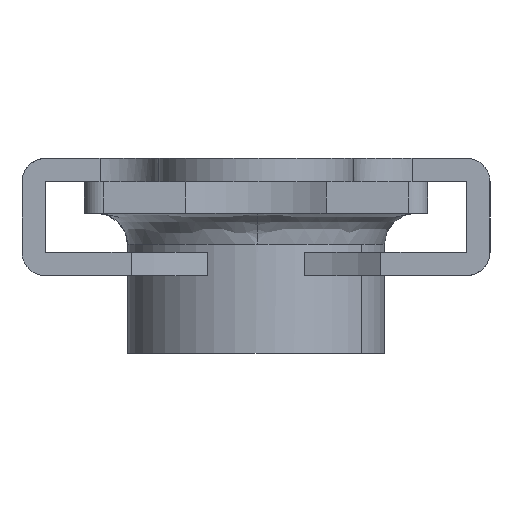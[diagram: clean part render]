
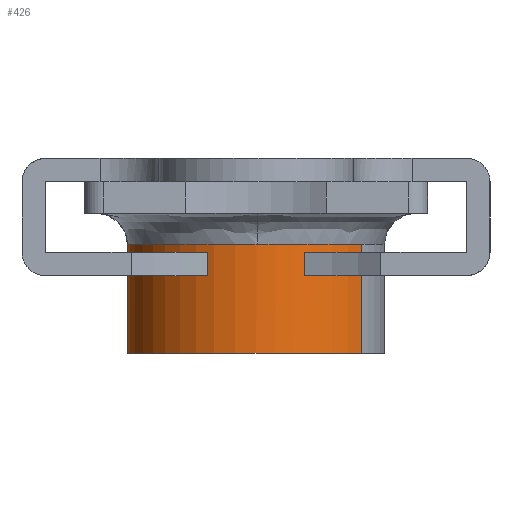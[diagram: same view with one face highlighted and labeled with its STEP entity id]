
A CAD part, left-side view. The second image highlights one B-rep face of the part: STEP entity #426.
In plain terms, the highlighted free-form (B-spline) face has degree [2, 1] with [9, 2] control points.
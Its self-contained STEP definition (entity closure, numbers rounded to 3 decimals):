
#260=CARTESIAN_POINT('',(-1.884,-2.71,-2.13));
#261=CARTESIAN_POINT('',(-3.167,-1.817,-2.13));
#262=CARTESIAN_POINT('',(-3.29,-0.259,-2.13));
#263=CARTESIAN_POINT('',(-3.549,3.031,-2.13));
#264=CARTESIAN_POINT('',(-0.259,3.29,-2.13));
#265=CARTESIAN_POINT('',(3.031,3.549,-2.13));
#266=CARTESIAN_POINT('',(3.29,0.259,-2.13));
#267=CARTESIAN_POINT('',(3.549,-3.031,-2.13));
#268=CARTESIAN_POINT('',(0.259,-3.29,-2.13));
#269=CARTESIAN_POINT('',(-1.884,-2.71,-5.072));
#270=CARTESIAN_POINT('',(-3.167,-1.817,-5.072));
#271=CARTESIAN_POINT('',(-3.29,-0.259,-5.072));
#272=CARTESIAN_POINT('',(-3.549,3.031,-5.072));
#273=CARTESIAN_POINT('',(-0.259,3.29,-5.072));
#274=CARTESIAN_POINT('',(3.031,3.549,-5.072));
#275=CARTESIAN_POINT('',(3.29,0.259,-5.072));
#276=CARTESIAN_POINT('',(3.549,-3.031,-5.072));
#277=CARTESIAN_POINT('',(0.259,-3.29,-5.072));
#285=(BOUNDED_SURFACE()B_SPLINE_SURFACE(2,1,((#260,#269),(#261,#270),(#262,#271),(#263,#272),(#264,#273),(#265,#274),(#266,#275),(#267,#276),(#268,#277)),.UNSPECIFIED.,.F.,.F.,.U.)B_SPLINE_SURFACE_WITH_KNOTS((3,2,2,2,3),(2,2),(0.0,3.062,8.529,13.997,19.465),(0.0,2.942),.UNSPECIFIED.)GEOMETRIC_REPRESENTATION_ITEM()RATIONAL_B_SPLINE_SURFACE(((0.856,0.856),(0.836,0.836),(1.0,1.0),(0.707,0.707),(1.0,1.0),(0.707,0.707),(1.0,1.0),(0.707,0.707),(1.0,1.0)))REPRESENTATION_ITEM('')SURFACE());
#286=CARTESIAN_POINT('',(-1.884,-2.71,-2.2));
#287=VERTEX_POINT('',#286);
#288=CARTESIAN_POINT('',(-3.3,-0.041,-2.2));
#289=VERTEX_POINT('',#288);
#290=CARTESIAN_POINT('',(-1.884,-2.71,-2.2));
#291=CARTESIAN_POINT('',(-3.278,-1.74,-2.2));
#292=CARTESIAN_POINT('',(-3.3,-0.041,-2.2));
#300=(BOUNDED_CURVE()B_SPLINE_CURVE(2,(#290,#291,#292),.UNSPECIFIED.,.F.,.U.)B_SPLINE_CURVE_WITH_KNOTS((3,3),(0.848,0.998),.UNSPECIFIED.)CURVE()GEOMETRIC_REPRESENTATION_ITEM()RATIONAL_B_SPLINE_CURVE((0.86,0.823,0.995))REPRESENTATION_ITEM(''));
#301=EDGE_CURVE('',#287,#289,#300,.T.);
#302=ORIENTED_EDGE('',*,*,#301,.T.);
#303=CARTESIAN_POINT('',(-3.3,0.0,-2.2));
#304=VERTEX_POINT('',#303);
#305=CARTESIAN_POINT('',(-3.3,-0.041,-2.2));
#306=CARTESIAN_POINT('',(-3.3,-0.021,-2.2));
#307=CARTESIAN_POINT('',(-3.3,0.0,-2.2));
#315=(BOUNDED_CURVE()B_SPLINE_CURVE(2,(#305,#306,#307),.UNSPECIFIED.,.F.,.U.)B_SPLINE_CURVE_WITH_KNOTS((3,3),(0.998,1.0),.UNSPECIFIED.)CURVE()GEOMETRIC_REPRESENTATION_ITEM()RATIONAL_B_SPLINE_CURVE((0.995,0.997,1.0))REPRESENTATION_ITEM(''));
#316=EDGE_CURVE('',#289,#304,#315,.T.);
#317=ORIENTED_EDGE('',*,*,#316,.T.);
#318=CARTESIAN_POINT('',(-0.23,3.292,-2.2));
#319=VERTEX_POINT('',#318);
#320=CARTESIAN_POINT('',(-3.3,0.0,-2.2));
#321=CARTESIAN_POINT('',(-3.3,3.077,-2.2));
#322=CARTESIAN_POINT('',(-0.23,3.292,-2.2));
#330=(BOUNDED_CURVE()B_SPLINE_CURVE(2,(#320,#321,#322),.UNSPECIFIED.,.F.,.U.)B_SPLINE_CURVE_WITH_KNOTS((3,3),(0.0,0.238),.UNSPECIFIED.)CURVE()GEOMETRIC_REPRESENTATION_ITEM()RATIONAL_B_SPLINE_CURVE((1.0,0.721,0.973))REPRESENTATION_ITEM(''));
#331=EDGE_CURVE('',#304,#319,#330,.T.);
#332=ORIENTED_EDGE('',*,*,#331,.T.);
#333=CARTESIAN_POINT('',(3.3,0.0,-2.2));
#334=VERTEX_POINT('',#333);
#335=CARTESIAN_POINT('',(-0.23,3.292,-2.2));
#336=CARTESIAN_POINT('',(-0.115,3.3,-2.2));
#337=CARTESIAN_POINT('',(0.0,3.3,-2.2));
#338=CARTESIAN_POINT('',(3.3,3.3,-2.2));
#339=CARTESIAN_POINT('',(3.3,0.0,-2.2));
#347=(BOUNDED_CURVE()B_SPLINE_CURVE(2,(#335,#336,#337,#338,#339),.UNSPECIFIED.,.F.,.U.)B_SPLINE_CURVE_WITH_KNOTS((3,2,3),(0.238,0.25,0.5),.UNSPECIFIED.)CURVE()GEOMETRIC_REPRESENTATION_ITEM()RATIONAL_B_SPLINE_CURVE((0.973,0.986,1.0,0.707,1.0))REPRESENTATION_ITEM(''));
#348=EDGE_CURVE('',#319,#334,#347,.T.);
#349=ORIENTED_EDGE('',*,*,#348,.T.);
#350=CARTESIAN_POINT('',(0.259,-3.29,-2.2));
#351=VERTEX_POINT('',#350);
#352=CARTESIAN_POINT('',(3.3,0.0,-2.2));
#353=CARTESIAN_POINT('',(3.3,-3.05,-2.2));
#354=CARTESIAN_POINT('',(0.259,-3.29,-2.2));
#362=(BOUNDED_CURVE()B_SPLINE_CURVE(2,(#352,#353,#354),.UNSPECIFIED.,.F.,.U.)B_SPLINE_CURVE_WITH_KNOTS((3,3),(0.5,0.736),.UNSPECIFIED.)CURVE()GEOMETRIC_REPRESENTATION_ITEM()RATIONAL_B_SPLINE_CURVE((1.0,0.723,0.97))REPRESENTATION_ITEM(''));
#363=EDGE_CURVE('',#334,#351,#362,.T.);
#364=ORIENTED_EDGE('',*,*,#363,.T.);
#365=CARTESIAN_POINT('',(0.259,-3.29,-5.0));
#366=VERTEX_POINT('',#365);
#367=CARTESIAN_POINT('',(0.259,-3.29,-2.2));
#368=CARTESIAN_POINT('',(0.259,-3.29,-5.0));
#369=QUASI_UNIFORM_CURVE('',1,(#367,#368),.UNSPECIFIED.,.F.,.U.);
#370=EDGE_CURVE('',#351,#366,#369,.T.);
#371=ORIENTED_EDGE('',*,*,#370,.T.);
#372=CARTESIAN_POINT('',(3.3,0.0,-5.0));
#373=VERTEX_POINT('',#372);
#374=CARTESIAN_POINT('',(3.3,0.0,-5.0));
#375=CARTESIAN_POINT('',(3.3,-3.05,-5.));
#376=CARTESIAN_POINT('',(0.259,-3.29,-5.0));
#384=(BOUNDED_CURVE()B_SPLINE_CURVE(2,(#374,#375,#376),.UNSPECIFIED.,.F.,.U.)B_SPLINE_CURVE_WITH_KNOTS((3,3),(0.0,0.236),.UNSPECIFIED.)CURVE()GEOMETRIC_REPRESENTATION_ITEM()RATIONAL_B_SPLINE_CURVE((1.0,0.723,0.97))REPRESENTATION_ITEM(''));
#385=EDGE_CURVE('',#373,#366,#384,.T.);
#386=ORIENTED_EDGE('',*,*,#385,.F.);
#387=CARTESIAN_POINT('',(-3.3,0.0,-5.0));
#388=VERTEX_POINT('',#387);
#389=CARTESIAN_POINT('',(-3.3,0.0,-5.0));
#390=CARTESIAN_POINT('',(-3.3,3.3,-5.));
#391=CARTESIAN_POINT('',(0.0,3.3,-5.0));
#392=CARTESIAN_POINT('',(3.3,3.3,-5.));
#393=CARTESIAN_POINT('',(3.3,0.0,-5.0));
#401=(BOUNDED_CURVE()B_SPLINE_CURVE(2,(#389,#390,#391,#392,#393),.UNSPECIFIED.,.F.,.U.)B_SPLINE_CURVE_WITH_KNOTS((3,2,3),(0.5,0.75,1.0),.UNSPECIFIED.)CURVE()GEOMETRIC_REPRESENTATION_ITEM()RATIONAL_B_SPLINE_CURVE((1.0,0.707,1.0,0.707,1.0))REPRESENTATION_ITEM(''));
#402=EDGE_CURVE('',#388,#373,#401,.T.);
#403=ORIENTED_EDGE('',*,*,#402,.F.);
#404=CARTESIAN_POINT('',(-1.884,-2.71,-5.));
#405=VERTEX_POINT('',#404);
#406=CARTESIAN_POINT('',(-1.884,-2.71,-5.));
#407=CARTESIAN_POINT('',(-3.3,-1.725,-5.));
#408=CARTESIAN_POINT('',(-3.3,0.0,-5.0));
#416=(BOUNDED_CURVE()B_SPLINE_CURVE(2,(#406,#407,#408),.UNSPECIFIED.,.F.,.U.)B_SPLINE_CURVE_WITH_KNOTS((3,3),(0.348,0.5),.UNSPECIFIED.)CURVE()GEOMETRIC_REPRESENTATION_ITEM()RATIONAL_B_SPLINE_CURVE((0.86,0.822,1.0))REPRESENTATION_ITEM(''));
#417=EDGE_CURVE('',#405,#388,#416,.T.);
#418=ORIENTED_EDGE('',*,*,#417,.F.);
#419=CARTESIAN_POINT('',(-1.884,-2.71,-2.2));
#420=CARTESIAN_POINT('',(-1.884,-2.71,-5.));
#421=QUASI_UNIFORM_CURVE('',1,(#419,#420),.UNSPECIFIED.,.F.,.U.);
#422=EDGE_CURVE('',#287,#405,#421,.T.);
#423=ORIENTED_EDGE('',*,*,#422,.F.);
#424=EDGE_LOOP('',(#302,#317,#332,#349,#364,#371,#386,#403,#418,#423));
#425=FACE_OUTER_BOUND('',#424,.T.);
#426=ADVANCED_FACE('',(#425),#285,.T.);
